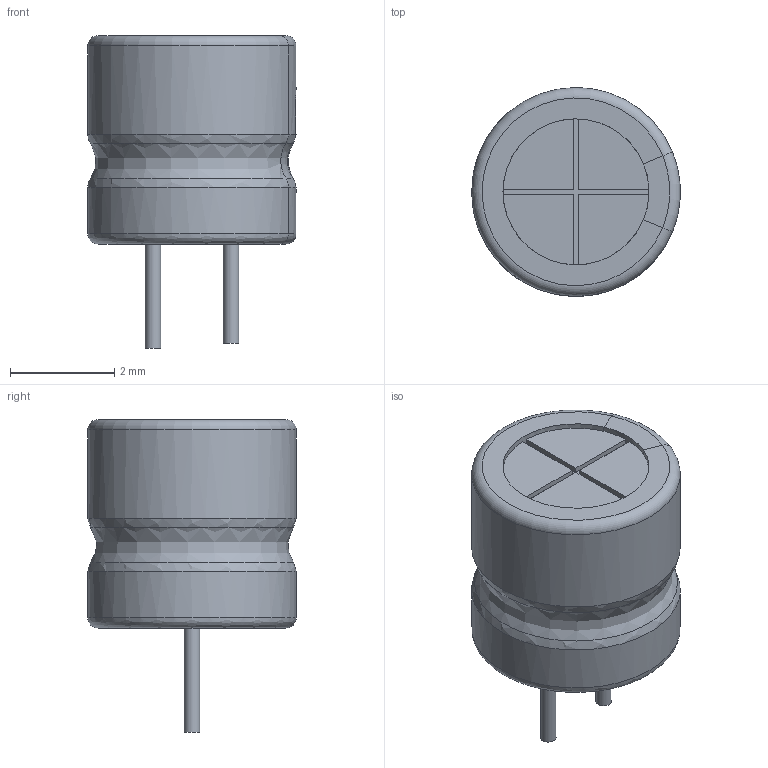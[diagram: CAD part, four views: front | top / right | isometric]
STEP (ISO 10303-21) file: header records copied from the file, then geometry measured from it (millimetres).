
FILE_DESCRIPTION(/* description */ ('model of CP_Radial_D4.0mm_P1.50mm'),/* implementation_level */ '2;1');
FILE_NAME(/* name */ 'CP_Radial_D4.0mm_P1.50mm.step',/* time_stamp */ '2017-05-20T20:37:46',/* author */ ('kicad StepUp','ksu'),/* organization */ ('FreeCAD'),/* preprocessor_version */ 'OCC',/* originating_system */ 'kicad StepUp',/* authorisation */ '');
FILE_SCHEMA(('AUTOMOTIVE_DESIGN_CC2 { 1 2 10303 214 -1 1 5 4 }'));
Length unit declared in the file: millimetre
Products named in the file (1): CP_Radial_D40mm_P150mm
Bounding box: 4 x 4 x 6 mm (x, y, z)
Volume: 46.8 mm3; surface area: 94.4 mm2
Topology: 1 solids, 2 shells, 54 faces, 127 edges, 79 vertices
Faces by surface type: plane 24, cylinder 14, bspline 8, revolution 6, torus 2
Full cylindrical faces by diameter (mm): 0.3 x2
Entity records: 1450 total; most frequent: CARTESIAN_POINT 524, ORIENTED_EDGE 207, EDGE_CURVE 127, VERTEX_POINT 79, AXIS2_PLACEMENT_3D 58, FACE_BOUND 56, EDGE_LOOP 56, ADVANCED_FACE 54
